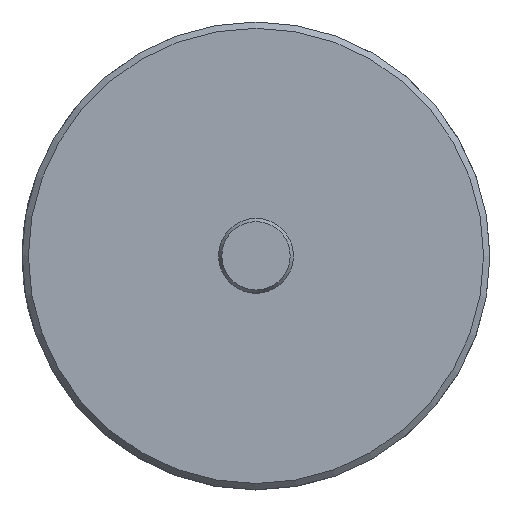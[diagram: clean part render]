
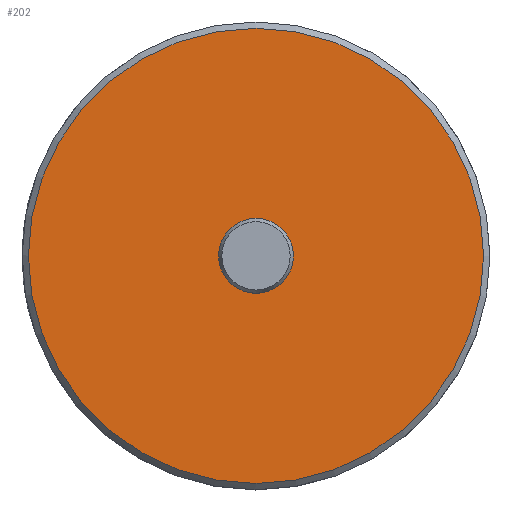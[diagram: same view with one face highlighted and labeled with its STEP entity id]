
A CAD part, top view. The second image highlights one B-rep face of the part: STEP entity #202.
In plain terms, the highlighted planar face has unit normal (0, 0, 1).
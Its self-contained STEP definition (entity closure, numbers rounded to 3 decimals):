
#170=PLANE('',#716);
#202=ADVANCED_FACE('',(#255,#256),#170,.T.);
#255=FACE_BOUND('',#295,.T.);
#256=FACE_BOUND('',#296,.T.);
#295=EDGE_LOOP('',(#382));
#296=EDGE_LOOP('',(#383));
#359=CIRCLE('',#714,4.);
#360=CIRCLE('',#715,24.325);
#382=ORIENTED_EDGE('',*,*,#593,.F.);
#383=ORIENTED_EDGE('',*,*,#594,.T.);
#536=VERTEX_POINT('',#994);
#537=VERTEX_POINT('',#996);
#593=EDGE_CURVE('',#536,#536,#359,.T.);
#594=EDGE_CURVE('',#537,#537,#360,.T.);
#714=AXIS2_PLACEMENT_3D('',#993,#793,#794);
#715=AXIS2_PLACEMENT_3D('',#995,#795,#796);
#716=AXIS2_PLACEMENT_3D('',#997,#797,#798);
#793=DIRECTION('',(0.,0.,1.));
#794=DIRECTION('',(1.,0.,0.));
#795=DIRECTION('',(0.,0.,1.));
#796=DIRECTION('',(1.,0.,0.));
#797=DIRECTION('',(0.,0.,1.));
#798=DIRECTION('',(0.,-1.,0.));
#993=CARTESIAN_POINT('',(0.,0.,0.));
#994=CARTESIAN_POINT('',(4.,0.,0.));
#995=CARTESIAN_POINT('',(0.,0.,0.));
#996=CARTESIAN_POINT('',(24.325,0.,0.));
#997=CARTESIAN_POINT('',(0.,0.,0.));
